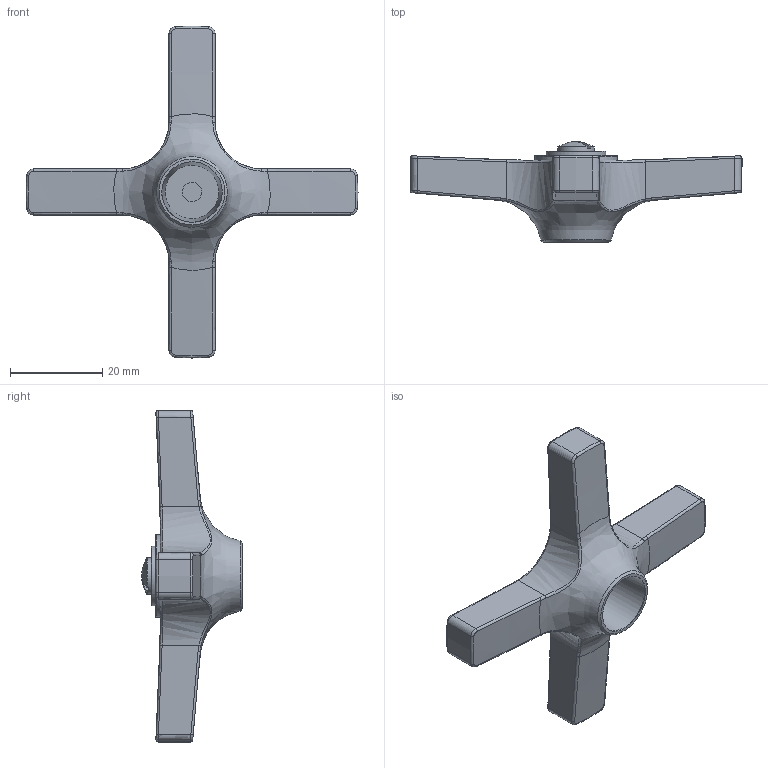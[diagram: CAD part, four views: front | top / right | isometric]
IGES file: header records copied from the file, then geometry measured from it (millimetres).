
Global section: file name: V721-XF; native system: Autodesk Inventor 2018; preprocessor: unknown; author: rclarke; date: 20180228.104255; units: millimetre
Bounding box: 72 x 21.83 x 72 mm (x, y, z)
Volume: 13891.7 mm3; surface area: 6878.8 mm2
Topology: 3 solids, 3 shells, 127 faces, 330 edges, 214 vertices
Faces by surface type: bspline 127
